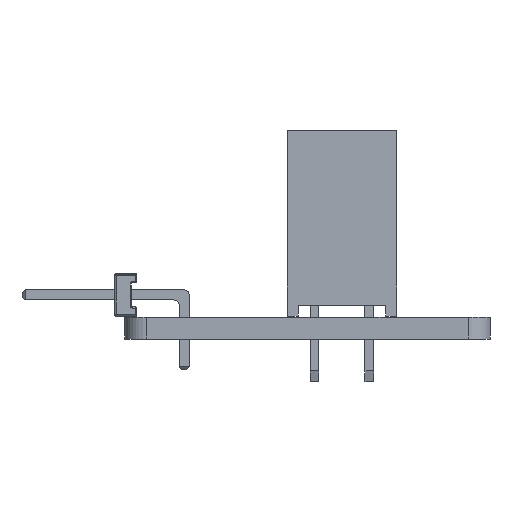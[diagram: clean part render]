
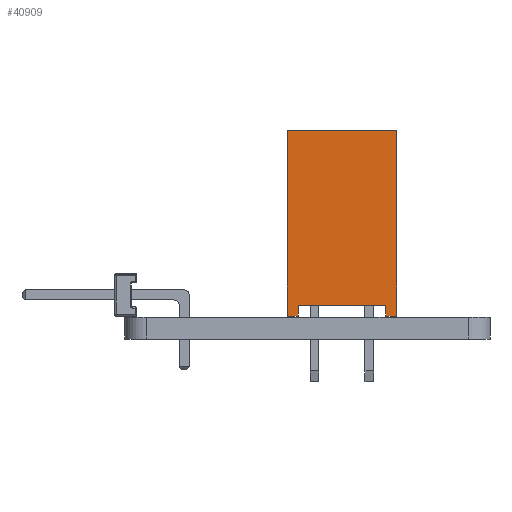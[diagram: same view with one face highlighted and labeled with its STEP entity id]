
A CAD part, left-side view. The second image highlights one B-rep face of the part: STEP entity #40909.
In plain terms, the highlighted planar face has unit normal (-1, 0, 0).
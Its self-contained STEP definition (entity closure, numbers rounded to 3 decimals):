
#411 = LINE ( 'NONE', #19439, #18806 ) ;
#1904 = LINE ( 'NONE', #15584, #24792 ) ;
#2468 = VERTEX_POINT ( 'NONE', #19095 ) ;
#3672 = EDGE_CURVE ( 'NONE', #35344, #36214, #18756, .T. ) ;
#7154 = DIRECTION ( 'NONE',  ( 0., 1., 0. ) ) ;
#7830 = CARTESIAN_POINT ( 'NONE',  ( -7.87, -7.93, 0.05 ) ) ;
#8227 = DIRECTION ( 'NONE',  ( 0., 1., 0. ) ) ;
#8258 = DIRECTION ( 'NONE',  ( 0., 0., 1. ) ) ;
#9067 = CARTESIAN_POINT ( 'NONE',  ( -7.87, -7.93, 0.05 ) ) ;
#9261 = LINE ( 'NONE', #31687, #31415 ) ;
#10054 = CARTESIAN_POINT ( 'NONE',  ( -7.87, -12.43, 8.55 ) ) ;
#10201 = CARTESIAN_POINT ( 'NONE',  ( -7.87, -11.93, 0.05 ) ) ;
#10358 = ORIENTED_EDGE ( 'NONE', *, *, #32895, .F. ) ;
#10539 = ORIENTED_EDGE ( 'NONE', *, *, #31673, .F. ) ;
#11176 = CARTESIAN_POINT ( 'NONE',  ( -7.87, -7.43, 8.55 ) ) ;
#11905 = VECTOR ( 'NONE', #8227, 1000. ) ;
#12562 = FACE_OUTER_BOUND ( 'NONE', #29966, .T. ) ;
#12591 = DIRECTION ( 'NONE',  ( 0., 0., 1. ) ) ;
#12637 = DIRECTION ( 'NONE',  ( 0., 0., 1. ) ) ;
#12703 = DIRECTION ( 'NONE',  ( 0., 1., 0. ) ) ;
#13172 = PLANE ( 'NONE',  #22230 ) ;
#14147 = VERTEX_POINT ( 'NONE', #14696 ) ;
#14424 = CARTESIAN_POINT ( 'NONE',  ( -7.87, -9.93, 0.05 ) ) ;
#14696 = CARTESIAN_POINT ( 'NONE',  ( -7.87, -7.43, 8.55 ) ) ;
#15584 = CARTESIAN_POINT ( 'NONE',  ( -7.87, -11.93, 0.55 ) ) ;
#16174 = CARTESIAN_POINT ( 'NONE',  ( -7.87, -7.93, 0.55 ) ) ;
#17081 = VERTEX_POINT ( 'NONE', #29589 ) ;
#17396 = CARTESIAN_POINT ( 'NONE',  ( -7.87, -12.43, 0.05 ) ) ;
#17770 = DIRECTION ( 'NONE',  ( 0., -1., 0. ) ) ;
#17871 = VECTOR ( 'NONE', #17770, 1000. ) ;
#18291 = CARTESIAN_POINT ( 'NONE',  ( -7.87, -12.43, 8.55 ) ) ;
#18756 = LINE ( 'NONE', #21735, #36433 ) ;
#18806 = VECTOR ( 'NONE', #12637, 1000. ) ;
#19095 = CARTESIAN_POINT ( 'NONE',  ( -7.87, -7.43, 0.05 ) ) ;
#19374 = ORIENTED_EDGE ( 'NONE', *, *, #23498, .F. ) ;
#19439 = CARTESIAN_POINT ( 'NONE',  ( -7.87, -11.93, 0.05 ) ) ;
#19854 = DIRECTION ( 'NONE',  ( 0., 0., -1. ) ) ;
#21735 = CARTESIAN_POINT ( 'NONE',  ( -7.87, -7.93, 0.05 ) ) ;
#22230 = AXIS2_PLACEMENT_3D ( 'NONE', #14424, #30430, #7154 ) ;
#22551 = LINE ( 'NONE', #17396, #11905 ) ;
#23498 = EDGE_CURVE ( 'NONE', #17081, #36214, #1904, .T. ) ;
#24042 = EDGE_CURVE ( 'NONE', #2468, #14147, #9261, .T. ) ;
#24550 = VERTEX_POINT ( 'NONE', #18291 ) ;
#24792 = VECTOR ( 'NONE', #28808, 1000. ) ;
#25601 = EDGE_CURVE ( 'NONE', #24550, #38632, #39790, .T. ) ;
#26239 = VECTOR ( 'NONE', #12703, 1000. ) ;
#27921 = VECTOR ( 'NONE', #19854, 1000. ) ;
#28808 = DIRECTION ( 'NONE',  ( 0., 1., 0. ) ) ;
#29201 = EDGE_CURVE ( 'NONE', #14147, #24550, #29953, .T. ) ;
#29589 = CARTESIAN_POINT ( 'NONE',  ( -7.87, -11.93, 0.55 ) ) ;
#29953 = LINE ( 'NONE', #11176, #17871 ) ;
#29966 = EDGE_LOOP ( 'NONE', ( #10539, #30427, #38233, #30082, #38356, #36862, #19374, #10358 ) ) ;
#30082 = ORIENTED_EDGE ( 'NONE', *, *, #24042, .F. ) ;
#30427 = ORIENTED_EDGE ( 'NONE', *, *, #25601, .F. ) ;
#30430 = DIRECTION ( 'NONE',  ( 1., 0., 0. ) ) ;
#31415 = VECTOR ( 'NONE', #8258, 1000. ) ;
#31673 = EDGE_CURVE ( 'NONE', #38632, #34378, #22551, .T. ) ;
#31687 = CARTESIAN_POINT ( 'NONE',  ( -7.87, -7.43, 0.05 ) ) ;
#32895 = EDGE_CURVE ( 'NONE', #34378, #17081, #411, .T. ) ;
#34140 = CARTESIAN_POINT ( 'NONE',  ( -7.87, -12.43, 0.05 ) ) ;
#34378 = VERTEX_POINT ( 'NONE', #10201 ) ;
#35344 = VERTEX_POINT ( 'NONE', #7830 ) ;
#36214 = VERTEX_POINT ( 'NONE', #16174 ) ;
#36433 = VECTOR ( 'NONE', #12591, 1000. ) ;
#36862 = ORIENTED_EDGE ( 'NONE', *, *, #3672, .T. ) ;
#38233 = ORIENTED_EDGE ( 'NONE', *, *, #29201, .F. ) ;
#38356 = ORIENTED_EDGE ( 'NONE', *, *, #40465, .F. ) ;
#38632 = VERTEX_POINT ( 'NONE', #34140 ) ;
#39790 = LINE ( 'NONE', #10054, #27921 ) ;
#40465 = EDGE_CURVE ( 'NONE', #35344, #2468, #42053, .T. ) ;
#40909 = ADVANCED_FACE ( 'NONE', ( #12562 ), #13172, .F. ) ;
#42053 = LINE ( 'NONE', #9067, #26239 ) ;
